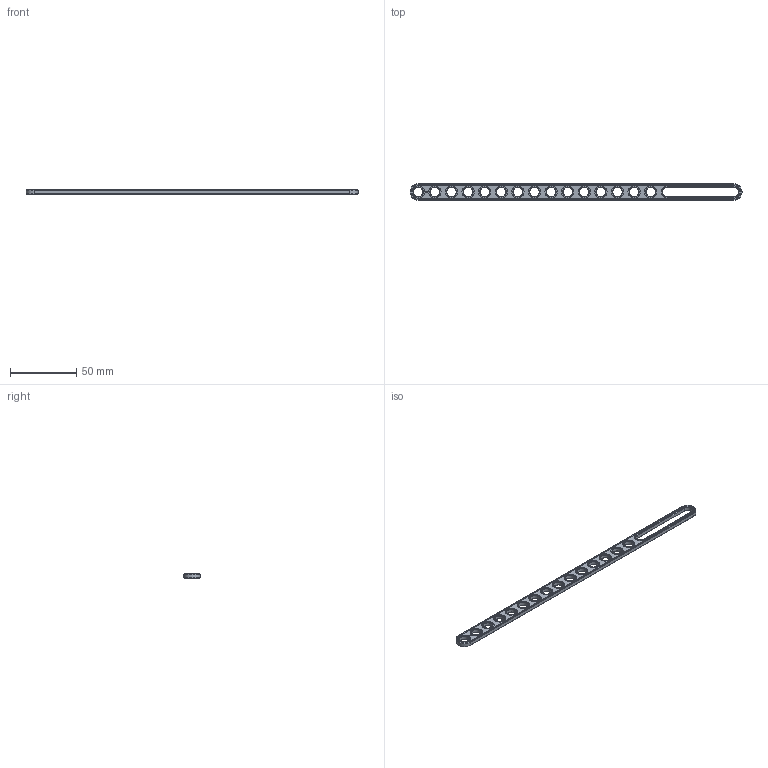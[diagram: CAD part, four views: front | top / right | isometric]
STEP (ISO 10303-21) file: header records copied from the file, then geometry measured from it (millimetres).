
FILE_DESCRIPTION(('FreeCAD Model'),'2;1');
FILE_NAME('Open CASCADE Shape Model','2021-02-27T22:09:31',( 'Paulo Kiefe'),('STEMFIE.org'),'Open CASCADE STEP processor 7.4', 'FreeCAD','Unknown');
FILE_SCHEMA(('AUTOMOTIVE_DESIGN { 1 0 10303 214 1 1 1 1 }'));
Length unit declared in the file: millimetre
Products named in the file (1): Brace_STR_SLT_SE_ERR_-_BU20x01x00.25x05_SPN-BRC-0278_(stemfie.org)
Bounding box: 250 x 12.5 x 3.12 mm (x, y, z)
Volume: 6353.9 mm3; surface area: 7149.5 mm2
Topology: 1 solids, 1 shells, 613 faces, 1649 edges, 1089 vertices
Faces by surface type: plane 345, extrusion 192, cone 38, cylinder 38
Full cylindrical faces by diameter (mm): 7 x15, 9.2 x15
Entity records: 42148 total; most frequent: CARTESIAN_POINT 10466, DIRECTION 5107, VECTOR 3959, LINE 3767, ORIENTED_EDGE 3298, PCURVE 3298, DEFINITIONAL_REPRESENTATION 3298, EDGE_CURVE 1649
